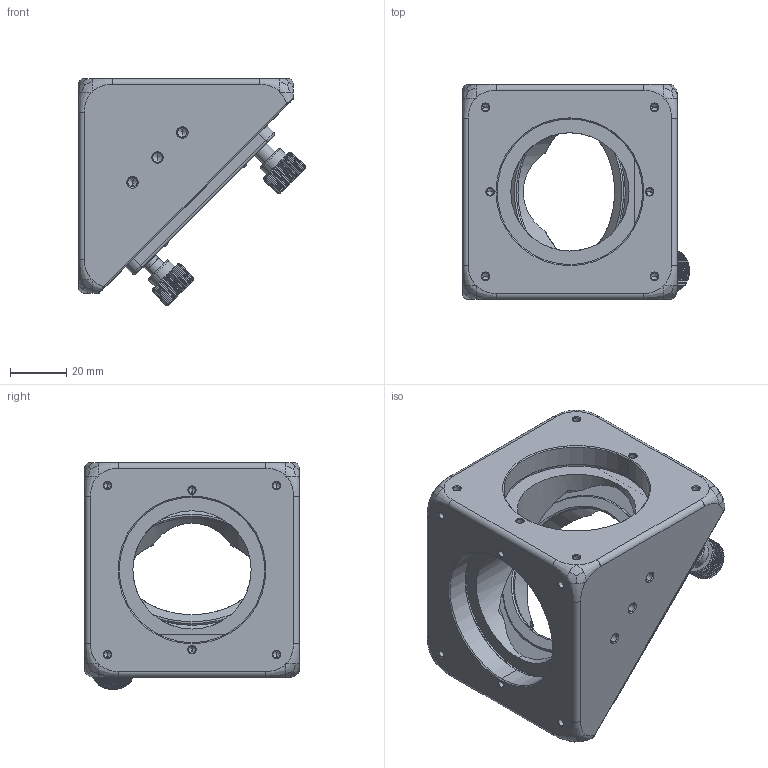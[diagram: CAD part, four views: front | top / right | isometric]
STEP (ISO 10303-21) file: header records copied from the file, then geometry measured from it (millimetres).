
FILE_DESCRIPTION (( 'STEP AP203' ), '1' );
FILE_NAME ('CSRA2-A.STEP', '2025-10-14T08:31:21', ( '' ), ( '' ), 'SwSTEP 2.0', 'SolidWorks 2020', '' );
FILE_SCHEMA (( 'CONFIG_CONTROL_DESIGN' ));
Length unit declared in the file: millimetre
Products named in the file (1): CSRA2-A
Bounding box: 80.53 x 76.2 x 80.53 mm (x, y, z)
Volume: 156773.9 mm3; surface area: 50320 mm2
Topology: 22 solids, 22 shells, 1313 faces, 3400 edges, 2142 vertices
Faces by surface type: plane 594, cylinder 343, cone 178, bspline 141, torus 41, sphere 16
Entity records: 59634 total; most frequent: CARTESIAN_POINT 29999, ORIENTED_EDGE 6644, DIRECTION 5356, EDGE_CURVE 3322, VERTEX_POINT 2136, AXIS2_PLACEMENT_3D 2067, EDGE_LOOP 1428, ADVANCED_FACE 1313
